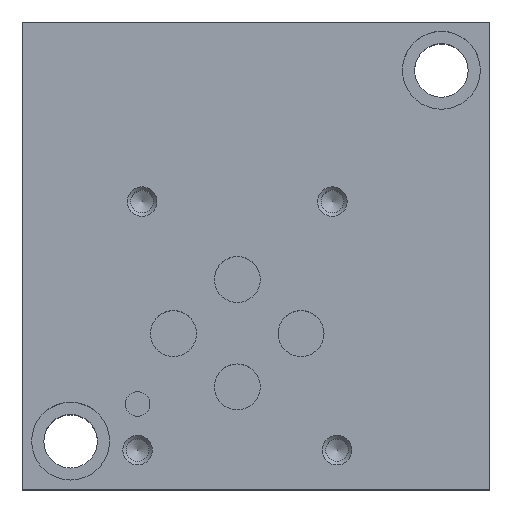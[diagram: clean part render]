
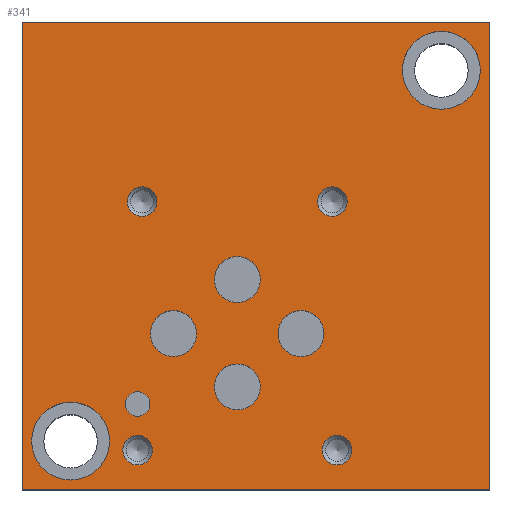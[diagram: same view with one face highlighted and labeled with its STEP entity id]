
A CAD part, top view. The second image highlights one B-rep face of the part: STEP entity #341.
In plain terms, the highlighted planar face has unit normal (0, 0, 1).
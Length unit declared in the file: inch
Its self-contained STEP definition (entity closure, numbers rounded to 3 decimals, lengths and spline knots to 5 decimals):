
#341 = ADVANCED_FACE( '', ( #911, #912, #913, #914, #915, #916, #917, #918, #919, #920, #921, #922 ), #923, .F. );
#911 = FACE_BOUND( '', #1797, .T. );
#912 = FACE_BOUND( '', #1798, .T. );
#913 = FACE_BOUND( '', #1799, .T. );
#914 = FACE_BOUND( '', #1800, .T. );
#915 = FACE_BOUND( '', #1801, .T. );
#916 = FACE_BOUND( '', #1802, .T. );
#917 = FACE_BOUND( '', #1803, .T. );
#918 = FACE_BOUND( '', #1804, .T. );
#919 = FACE_BOUND( '', #1805, .T. );
#920 = FACE_BOUND( '', #1806, .T. );
#921 = FACE_BOUND( '', #1807, .T. );
#922 = FACE_OUTER_BOUND( '', #1808, .T. );
#923 = PLANE( '', #1809 );
#1797 = EDGE_LOOP( '', ( #2807 ) );
#1798 = EDGE_LOOP( '', ( #2808 ) );
#1799 = EDGE_LOOP( '', ( #2809 ) );
#1800 = EDGE_LOOP( '', ( #2810 ) );
#1801 = EDGE_LOOP( '', ( #2811 ) );
#1802 = EDGE_LOOP( '', ( #2812 ) );
#1803 = EDGE_LOOP( '', ( #2813 ) );
#1804 = EDGE_LOOP( '', ( #2814 ) );
#1805 = EDGE_LOOP( '', ( #2815 ) );
#1806 = EDGE_LOOP( '', ( #2816 ) );
#1807 = EDGE_LOOP( '', ( #2817 ) );
#1808 = EDGE_LOOP( '', ( #2818, #2819, #2820, #2821 ) );
#1809 = AXIS2_PLACEMENT_3D( '', #2822, #2823, #2824 );
#2807 = ORIENTED_EDGE( '', *, *, #4895, .T. );
#2808 = ORIENTED_EDGE( '', *, *, #4896, .T. );
#2809 = ORIENTED_EDGE( '', *, *, #4897, .F. );
#2810 = ORIENTED_EDGE( '', *, *, #4898, .F. );
#2811 = ORIENTED_EDGE( '', *, *, #4899, .F. );
#2812 = ORIENTED_EDGE( '', *, *, #4900, .F. );
#2813 = ORIENTED_EDGE( '', *, *, #4901, .F. );
#2814 = ORIENTED_EDGE( '', *, *, #4902, .F. );
#2815 = ORIENTED_EDGE( '', *, *, #4903, .F. );
#2816 = ORIENTED_EDGE( '', *, *, #4904, .F. );
#2817 = ORIENTED_EDGE( '', *, *, #4881, .F. );
#2818 = ORIENTED_EDGE( '', *, *, #4905, .T. );
#2819 = ORIENTED_EDGE( '', *, *, #4832, .F. );
#2820 = ORIENTED_EDGE( '', *, *, #4906, .F. );
#2821 = ORIENTED_EDGE( '', *, *, #4907, .T. );
#2822 = CARTESIAN_POINT( '', ( 3., 3., 2.25 ) );
#2823 = DIRECTION( '', ( 0., 0., -1. ) );
#2824 = DIRECTION( '', ( -1., 0., 0. ) );
#4832 = EDGE_CURVE( '', #5719, #5714, #5721, .T. );
#4881 = EDGE_CURVE( '', #5803, #5803, #5804, .T. );
#4895 = EDGE_CURVE( '', #5825, #5825, #5826, .T. );
#4896 = EDGE_CURVE( '', #5827, #5827, #5828, .T. );
#4897 = EDGE_CURVE( '', #5829, #5829, #5830, .T. );
#4898 = EDGE_CURVE( '', #5831, #5831, #5832, .T. );
#4899 = EDGE_CURVE( '', #5833, #5833, #5834, .T. );
#4900 = EDGE_CURVE( '', #5835, #5835, #5836, .T. );
#4901 = EDGE_CURVE( '', #5837, #5837, #5838, .T. );
#4902 = EDGE_CURVE( '', #5839, #5839, #5840, .T. );
#4903 = EDGE_CURVE( '', #5841, #5841, #5842, .T. );
#4904 = EDGE_CURVE( '', #5843, #5843, #5844, .T. );
#4905 = EDGE_CURVE( '', #5845, #5714, #5846, .T. );
#4906 = EDGE_CURVE( '', #5847, #5719, #5848, .T. );
#4907 = EDGE_CURVE( '', #5847, #5845, #5849, .T. );
#5714 = VERTEX_POINT( '', #6991 );
#5719 = VERTEX_POINT( '', #6998 );
#5721 = LINE( '', #7001, #7002 );
#5803 = VERTEX_POINT( '', #7152 );
#5804 = CIRCLE( '', #7153, 0.1475 );
#5825 = VERTEX_POINT( '', #7180 );
#5826 = CIRCLE( '', #7181, 0.25 );
#5827 = VERTEX_POINT( '', #7182 );
#5828 = CIRCLE( '', #7183, 0.25 );
#5829 = VERTEX_POINT( '', #7184 );
#5830 = CIRCLE( '', #7185, 0.095 );
#5831 = VERTEX_POINT( '', #7186 );
#5832 = CIRCLE( '', #7187, 0.095 );
#5833 = VERTEX_POINT( '', #7188 );
#5834 = CIRCLE( '', #7189, 0.095 );
#5835 = VERTEX_POINT( '', #7190 );
#5836 = CIRCLE( '', #7191, 0.095 );
#5837 = VERTEX_POINT( '', #7192 );
#5838 = CIRCLE( '', #7193, 0.079 );
#5839 = VERTEX_POINT( '', #7194 );
#5840 = CIRCLE( '', #7195, 0.1475 );
#5841 = VERTEX_POINT( '', #7196 );
#5842 = CIRCLE( '', #7197, 0.1475 );
#5843 = VERTEX_POINT( '', #7198 );
#5844 = CIRCLE( '', #7199, 0.1475 );
#5845 = VERTEX_POINT( '', #7200 );
#5846 = LINE( '', #7201, #7202 );
#5847 = VERTEX_POINT( '', #7203 );
#5848 = LINE( '', #7204, #7205 );
#5849 = LINE( '', #7206, #7207 );
#6991 = CARTESIAN_POINT( '', ( 0., 0., 2.25 ) );
#6998 = CARTESIAN_POINT( '', ( 3., 0., 2.25 ) );
#7001 = CARTESIAN_POINT( '', ( 3., 0., 2.25 ) );
#7002 = VECTOR( '', #8594, 39.37008 );
#7152 = CARTESIAN_POINT( '', ( 1.1175, 1., 2.25 ) );
#7153 = AXIS2_PLACEMENT_3D( '', #8651, #8652, #8653 );
#7180 = CARTESIAN_POINT( '', ( 2.44, 2.69, 2.25 ) );
#7181 = AXIS2_PLACEMENT_3D( '', #8669, #8670, #8671 );
#7182 = CARTESIAN_POINT( '', ( 0.06, 0.31, 2.25 ) );
#7183 = AXIS2_PLACEMENT_3D( '', #8672, #8673, #8674 );
#7184 = CARTESIAN_POINT( '', ( 0.864, 1.847, 2.25 ) );
#7185 = AXIS2_PLACEMENT_3D( '', #8675, #8676, #8677 );
#7186 = CARTESIAN_POINT( '', ( 0.835, 0.252, 2.25 ) );
#7187 = AXIS2_PLACEMENT_3D( '', #8678, #8679, #8680 );
#7188 = CARTESIAN_POINT( '', ( 2.115, 0.252, 2.25 ) );
#7189 = AXIS2_PLACEMENT_3D( '', #8681, #8682, #8683 );
#7190 = CARTESIAN_POINT( '', ( 2.085, 1.847, 2.25 ) );
#7191 = AXIS2_PLACEMENT_3D( '', #8684, #8685, #8686 );
#7192 = CARTESIAN_POINT( '', ( 0.819, 0.548, 2.25 ) );
#7193 = AXIS2_PLACEMENT_3D( '', #8687, #8688, #8689 );
#7194 = CARTESIAN_POINT( '', ( 1.5275, 0.658, 2.25 ) );
#7195 = AXIS2_PLACEMENT_3D( '', #8690, #8691, #8692 );
#7196 = CARTESIAN_POINT( '', ( 1.5275, 1.347, 2.25 ) );
#7197 = AXIS2_PLACEMENT_3D( '', #8693, #8694, #8695 );
#7198 = CARTESIAN_POINT( '', ( 1.9365, 1., 2.25 ) );
#7199 = AXIS2_PLACEMENT_3D( '', #8696, #8697, #8698 );
#7200 = CARTESIAN_POINT( '', ( 0., 3., 2.25 ) );
#7201 = CARTESIAN_POINT( '', ( 0., 3., 2.25 ) );
#7202 = VECTOR( '', #8699, 39.37008 );
#7203 = CARTESIAN_POINT( '', ( 3., 3., 2.25 ) );
#7204 = CARTESIAN_POINT( '', ( 3., 3., 2.25 ) );
#7205 = VECTOR( '', #8700, 39.37008 );
#7206 = CARTESIAN_POINT( '', ( 3., 3., 2.25 ) );
#7207 = VECTOR( '', #8701, 39.37008 );
#8594 = DIRECTION( '', ( -1., 0., 0. ) );
#8651 = CARTESIAN_POINT( '', ( 0.97, 1., 2.25 ) );
#8652 = DIRECTION( '', ( 0., 0., 1. ) );
#8653 = DIRECTION( '', ( 1., 0., 0. ) );
#8669 = CARTESIAN_POINT( '', ( 2.69, 2.69, 2.25 ) );
#8670 = DIRECTION( '', ( 0., 0., -1. ) );
#8671 = DIRECTION( '', ( -1., 0., 0. ) );
#8672 = CARTESIAN_POINT( '', ( 0.31, 0.31, 2.25 ) );
#8673 = DIRECTION( '', ( 0., 0., -1. ) );
#8674 = DIRECTION( '', ( -1., 0., 0. ) );
#8675 = CARTESIAN_POINT( '', ( 0.769, 1.847, 2.25 ) );
#8676 = DIRECTION( '', ( 0., 0., 1. ) );
#8677 = DIRECTION( '', ( 1., 0., 0. ) );
#8678 = CARTESIAN_POINT( '', ( 0.74, 0.252, 2.25 ) );
#8679 = DIRECTION( '', ( 0., 0., 1. ) );
#8680 = DIRECTION( '', ( 1., 0., 0. ) );
#8681 = CARTESIAN_POINT( '', ( 2.02, 0.252, 2.25 ) );
#8682 = DIRECTION( '', ( 0., 0., 1. ) );
#8683 = DIRECTION( '', ( 1., 0., 0. ) );
#8684 = CARTESIAN_POINT( '', ( 1.99, 1.847, 2.25 ) );
#8685 = DIRECTION( '', ( 0., 0., 1. ) );
#8686 = DIRECTION( '', ( 1., 0., 0. ) );
#8687 = CARTESIAN_POINT( '', ( 0.74, 0.548, 2.25 ) );
#8688 = DIRECTION( '', ( 0., 0., 1. ) );
#8689 = DIRECTION( '', ( 1., 0., 0. ) );
#8690 = CARTESIAN_POINT( '', ( 1.38, 0.658, 2.25 ) );
#8691 = DIRECTION( '', ( 0., 0., 1. ) );
#8692 = DIRECTION( '', ( 1., 0., 0. ) );
#8693 = CARTESIAN_POINT( '', ( 1.38, 1.347, 2.25 ) );
#8694 = DIRECTION( '', ( 0., 0., 1. ) );
#8695 = DIRECTION( '', ( 1., 0., 0. ) );
#8696 = CARTESIAN_POINT( '', ( 1.789, 1., 2.25 ) );
#8697 = DIRECTION( '', ( 0., 0., 1. ) );
#8698 = DIRECTION( '', ( 1., 0., 0. ) );
#8699 = DIRECTION( '', ( 0., -1., 0. ) );
#8700 = DIRECTION( '', ( 0., -1., 0. ) );
#8701 = DIRECTION( '', ( -1., 0., 0. ) );
